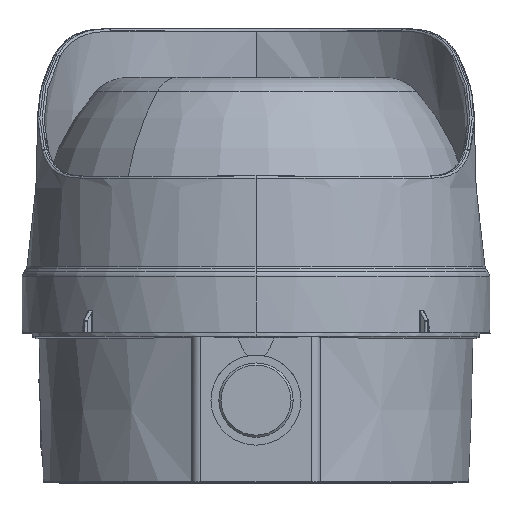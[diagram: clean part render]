
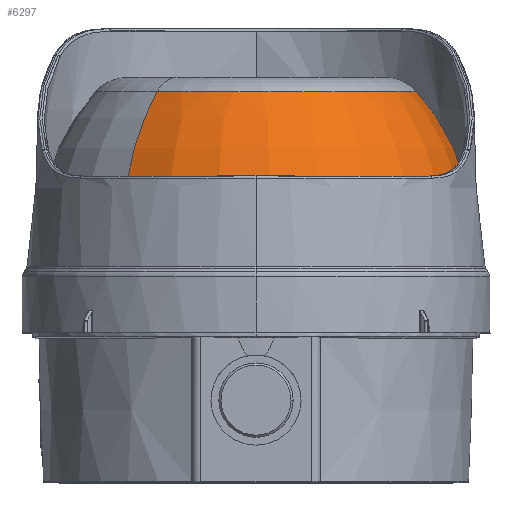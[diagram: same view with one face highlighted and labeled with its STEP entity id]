
A CAD part, top view. The second image highlights one B-rep face of the part: STEP entity #6297.
In plain terms, the highlighted toroidal (fillet/blend) face has major radius 0.003 mm and minor radius 49.898 mm.
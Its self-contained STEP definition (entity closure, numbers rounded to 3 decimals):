
#54 = DIRECTION ( 'NONE',  ( 0.615, 0., -0.789 ) ) ;
#586 = EDGE_CURVE ( 'NONE', #2836, #21102, #33336, .T. ) ;
#1136 = VERTEX_POINT ( 'NONE', #55116 ) ;
#2836 = VERTEX_POINT ( 'NONE', #29662 ) ;
#6297 = ADVANCED_FACE ( 'NONE', ( #55255 ), #25196, .T. ) ;
#12217 = AXIS2_PLACEMENT_3D ( 'NONE', #14122, #36131, #54 ) ;
#12668 = CARTESIAN_POINT ( 'NONE',  ( 0., 25.156, 101.628 ) ) ;
#14087 = DIRECTION ( 'NONE',  ( 0., 1., 0. ) ) ;
#14122 = CARTESIAN_POINT ( 'NONE',  ( 0.002, 25.156, 101.625 ) ) ;
#16169 = CARTESIAN_POINT ( 'NONE',  ( -0.002, 25.156, 101.63 ) ) ;
#16519 = CARTESIAN_POINT ( 'NONE',  ( -22.711, 58.703, 130.764 ) ) ;
#18345 = DIRECTION ( 'NONE',  ( 0.615, 0., -0.789 ) ) ;
#21102 = VERTEX_POINT ( 'NONE', #16519 ) ;
#21265 = AXIS2_PLACEMENT_3D ( 'NONE', #16169, #47371, #51860 ) ;
#21718 = EDGE_CURVE ( 'NONE', #1136, #47958, #35375, .T. ) ;
#22515 = AXIS2_PLACEMENT_3D ( 'NONE', #12668, #44301, #43720 ) ;
#22969 = AXIS2_PLACEMENT_3D ( 'NONE', #31832, #14087, #18345 ) ;
#25016 = EDGE_CURVE ( 'NONE', #21102, #47958, #39455, .T. ) ;
#25196 = TOROIDAL_SURFACE ( 'NONE', #22515, 0.003, 49.898 ) ;
#26592 = CARTESIAN_POINT ( 'NONE',  ( 22.711, 58.703, 72.491 ) ) ;
#29502 = ORIENTED_EDGE ( 'NONE', *, *, #586, .F. ) ;
#29662 = CARTESIAN_POINT ( 'NONE',  ( -30.471, 30.942, 140.72 ) ) ;
#31715 = DIRECTION ( 'NONE',  ( 0., 1., 0. ) ) ;
#31832 = CARTESIAN_POINT ( 'NONE',  ( 0., 30.942, 101.628 ) ) ;
#33240 = EDGE_CURVE ( 'NONE', #2836, #1136, #33877, .T. ) ;
#33336 = CIRCLE ( 'NONE', #21265, 49.898 ) ;
#33877 = CIRCLE ( 'NONE', #22969, 49.565 ) ;
#35375 = CIRCLE ( 'NONE', #12217, 49.898 ) ;
#35606 = AXIS2_PLACEMENT_3D ( 'NONE', #40690, #31715, #45184 ) ;
#36131 = DIRECTION ( 'NONE',  ( 0.789, 0., 0.615 ) ) ;
#39455 = CIRCLE ( 'NONE', #35606, 36.942 ) ;
#40690 = CARTESIAN_POINT ( 'NONE',  ( 0., 58.703, 101.628 ) ) ;
#43720 = DIRECTION ( 'NONE',  ( 0.615, 0., -0.789 ) ) ;
#44301 = DIRECTION ( 'NONE',  ( 0., 1., 0. ) ) ;
#44652 = ORIENTED_EDGE ( 'NONE', *, *, #33240, .T. ) ;
#45184 = DIRECTION ( 'NONE',  ( 0.615, 0., -0.789 ) ) ;
#46084 = ORIENTED_EDGE ( 'NONE', *, *, #25016, .F. ) ;
#47371 = DIRECTION ( 'NONE',  ( -0.789, 0., -0.615 ) ) ;
#47958 = VERTEX_POINT ( 'NONE', #26592 ) ;
#51860 = DIRECTION ( 'NONE',  ( -0.615, 0., 0.789 ) ) ;
#53260 = ORIENTED_EDGE ( 'NONE', *, *, #21718, .T. ) ;
#54550 = EDGE_LOOP ( 'NONE', ( #29502, #44652, #53260, #46084 ) ) ;
#55116 = CARTESIAN_POINT ( 'NONE',  ( 30.471, 30.942, 62.535 ) ) ;
#55255 = FACE_OUTER_BOUND ( 'NONE', #54550, .T. ) ;
